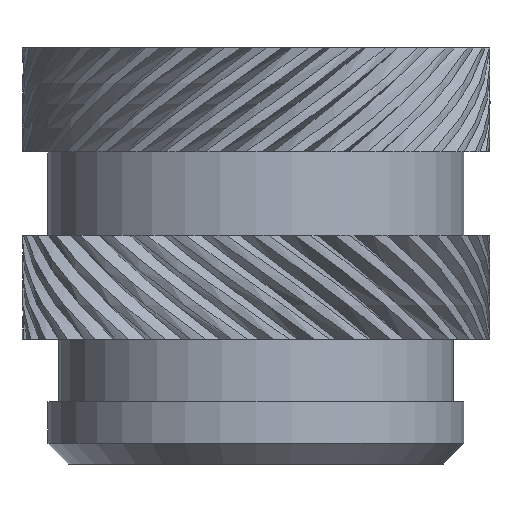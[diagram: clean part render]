
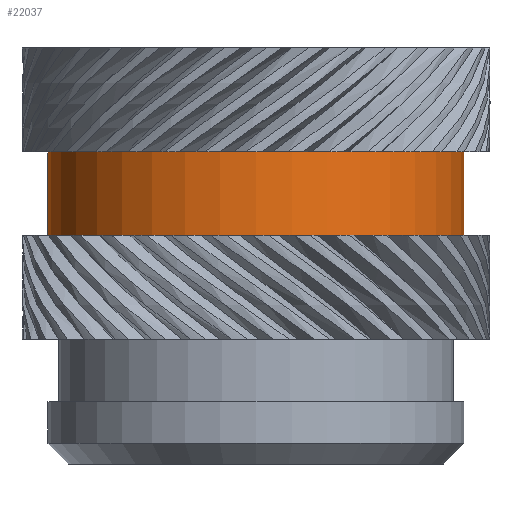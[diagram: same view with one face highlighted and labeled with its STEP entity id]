
A CAD part, front view. The second image highlights one B-rep face of the part: STEP entity #22037.
In plain terms, the highlighted cylindrical face has radius 2 mm (diameter 4 mm), a partial arc.
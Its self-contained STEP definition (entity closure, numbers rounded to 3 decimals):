
#248 = EDGE_CURVE ( 'NONE', #3708, #17144, #25682, .T. ) ;
#513 = DIRECTION ( 'NONE',  ( 0., 0., -1. ) ) ;
#516 = VECTOR ( 'NONE', #14598, 1000. ) ;
#3580 = VECTOR ( 'NONE', #16104, 1000. ) ;
#3708 = VERTEX_POINT ( 'NONE', #16976 ) ;
#3868 = FACE_OUTER_BOUND ( 'NONE', #5644, .T. ) ;
#4118 = VERTEX_POINT ( 'NONE', #19373 ) ;
#4491 = AXIS2_PLACEMENT_3D ( 'NONE', #7350, #12289, #15616 ) ;
#5636 = CARTESIAN_POINT ( 'NONE',  ( -2., 0., 2.2 ) ) ;
#5644 = EDGE_LOOP ( 'NONE', ( #23631, #8261, #6856, #10301 ) ) ;
#6856 = ORIENTED_EDGE ( 'NONE', *, *, #21432, .T. ) ;
#7350 = CARTESIAN_POINT ( 'NONE',  ( 0., 0., 4. ) ) ;
#8261 = ORIENTED_EDGE ( 'NONE', *, *, #248, .F. ) ;
#8395 = DIRECTION ( 'NONE',  ( -1., 0., 0. ) ) ;
#9512 = CARTESIAN_POINT ( 'NONE',  ( 2., 0., 3. ) ) ;
#10301 = ORIENTED_EDGE ( 'NONE', *, *, #15385, .F. ) ;
#10601 = CARTESIAN_POINT ( 'NONE',  ( 0., 0., 2.2 ) ) ;
#12263 = CARTESIAN_POINT ( 'NONE',  ( -2., 0., 4. ) ) ;
#12289 = DIRECTION ( 'NONE',  ( 0., 0., -1. ) ) ;
#13040 = EDGE_CURVE ( 'NONE', #17144, #4118, #14462, .T. ) ;
#14355 = CYLINDRICAL_SURFACE ( 'NONE', #4491, 2. ) ;
#14462 = LINE ( 'NONE', #17168, #516 ) ;
#14598 = DIRECTION ( 'NONE',  ( 0., 0., -1. ) ) ;
#15291 = CIRCLE ( 'NONE', #24054, 2. ) ;
#15385 = EDGE_CURVE ( 'NONE', #4118, #21562, #15291, .T. ) ;
#15616 = DIRECTION ( 'NONE',  ( -1., 0., 0. ) ) ;
#16104 = DIRECTION ( 'NONE',  ( 0., 0., -1. ) ) ;
#16976 = CARTESIAN_POINT ( 'NONE',  ( -2., 0., 3. ) ) ;
#17144 = VERTEX_POINT ( 'NONE', #9512 ) ;
#17168 = CARTESIAN_POINT ( 'NONE',  ( 2., 0., 4. ) ) ;
#19081 = AXIS2_PLACEMENT_3D ( 'NONE', #24825, #22477, #24689 ) ;
#19373 = CARTESIAN_POINT ( 'NONE',  ( 2., 0., 2.2 ) ) ;
#21432 = EDGE_CURVE ( 'NONE', #3708, #21562, #26826, .T. ) ;
#21562 = VERTEX_POINT ( 'NONE', #5636 ) ;
#22037 = ADVANCED_FACE ( 'NONE', ( #3868 ), #14355, .T. ) ;
#22477 = DIRECTION ( 'NONE',  ( 0., 0., 1. ) ) ;
#23631 = ORIENTED_EDGE ( 'NONE', *, *, #13040, .F. ) ;
#24054 = AXIS2_PLACEMENT_3D ( 'NONE', #10601, #513, #8395 ) ;
#24689 = DIRECTION ( 'NONE',  ( 1., 0., 0. ) ) ;
#24825 = CARTESIAN_POINT ( 'NONE',  ( 0., 0., 3. ) ) ;
#25682 = CIRCLE ( 'NONE', #19081, 2. ) ;
#26826 = LINE ( 'NONE', #12263, #3580 ) ;
